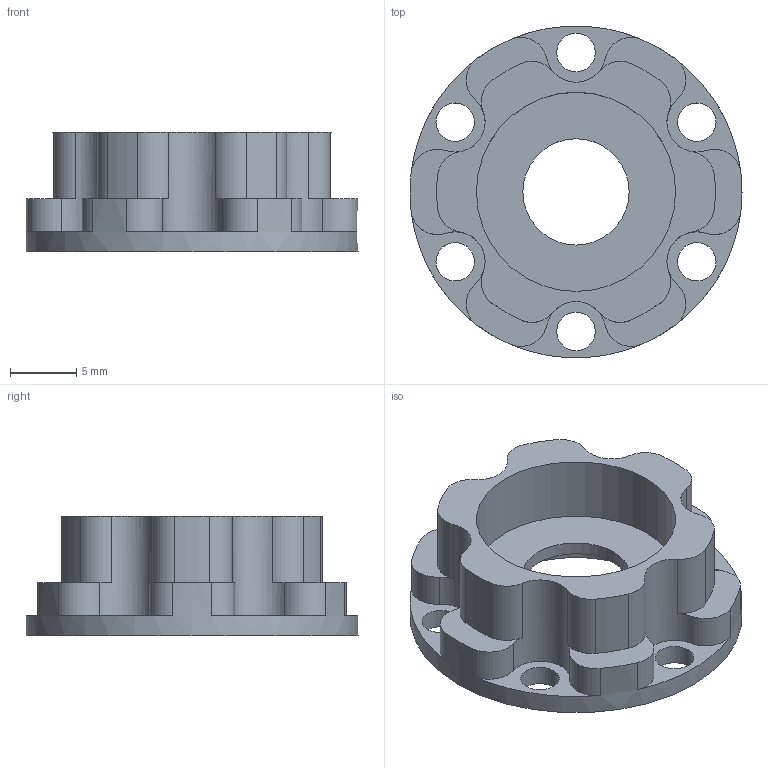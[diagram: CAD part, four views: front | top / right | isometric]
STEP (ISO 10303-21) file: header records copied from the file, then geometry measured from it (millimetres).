
FILE_DESCRIPTION(/* description */ (''),/* implementation_level */ '2;1');
FILE_NAME(/* name */ 'motor_top.stp',/* time_stamp */ '2022-12-04T10:32:27+01:00',/* author */ ('Timo Raab'),/* organization */ ('AG Schmidt-Mende Universität Konstanz'),/* preprocessor_version */ 'ST-DEVELOPER v19.2',/* originating_system */ 'Autodesk Inventor 2023',/* authorisation */ '');
FILE_SCHEMA (('AUTOMOTIVE_DESIGN { 1 0 10303 214 3 1 1 }'));
Length unit declared in the file: millimetre
Products named in the file (1): motor_top
Bounding box: 25 x 25 x 9 mm (x, y, z)
Volume: 1578.4 mm3; surface area: 2004.3 mm2
Topology: 1 solids, 1 shells, 62 faces, 174 edges, 116 vertices
Faces by surface type: cylinder 46, plane 16
Full cylindrical faces by diameter (mm): 2.9 x6, 8 x1, 15 x1, 15.5 x1, 25 x1
Entity records: 2145 total; most frequent: DIRECTION 416, CARTESIAN_POINT 353, ORIENTED_EDGE 348, AXIS2_PLACEMENT_3D 179, EDGE_CURVE 174, CIRCLE 116, VERTEX_POINT 116, EDGE_LOOP 78
